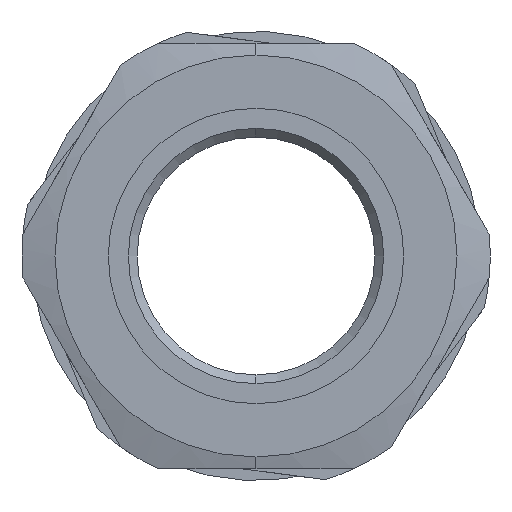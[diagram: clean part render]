
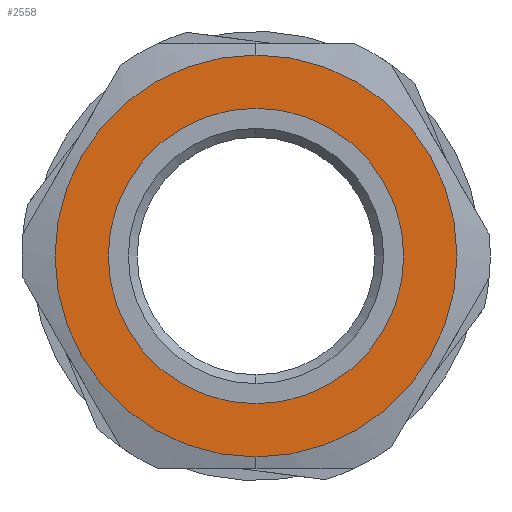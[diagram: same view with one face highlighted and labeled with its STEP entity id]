
A CAD part, left-side view. The second image highlights one B-rep face of the part: STEP entity #2558.
In plain terms, the highlighted planar face has unit normal (-1, 0, 0).
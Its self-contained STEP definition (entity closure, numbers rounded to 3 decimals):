
#41 = VERTEX_POINT ( 'NONE', #1723 ) ;
#154 = EDGE_CURVE ( 'NONE', #41, #719, #2161, .T. ) ;
#169 = FACE_BOUND ( 'NONE', #878, .T. ) ;
#209 = EDGE_CURVE ( 'NONE', #1302, #1242, #2085, .T. ) ;
#269 = CARTESIAN_POINT ( 'NONE',  ( 15.3, 0., -17. ) ) ;
#427 = FACE_OUTER_BOUND ( 'NONE', #3049, .T. ) ;
#436 = CARTESIAN_POINT ( 'NONE',  ( 15.3, 0., 0. ) ) ;
#665 = CARTESIAN_POINT ( 'NONE',  ( 15.3, 0., -12.5 ) ) ;
#719 = VERTEX_POINT ( 'NONE', #269 ) ;
#878 = EDGE_LOOP ( 'NONE', ( #2356, #1288 ) ) ;
#915 = CIRCLE ( 'NONE', #2829, 12.5 ) ;
#1019 = AXIS2_PLACEMENT_3D ( 'NONE', #2453, #1232, #2690 ) ;
#1044 = DIRECTION ( 'NONE',  ( 1., 0., 0. ) ) ;
#1148 = DIRECTION ( 'NONE',  ( 1., 0., 0. ) ) ;
#1157 = ORIENTED_EDGE ( 'NONE', *, *, #154, .F. ) ;
#1232 = DIRECTION ( 'NONE',  ( 1., 0., 0. ) ) ;
#1238 = ORIENTED_EDGE ( 'NONE', *, *, #2313, .F. ) ;
#1242 = VERTEX_POINT ( 'NONE', #665 ) ;
#1288 = ORIENTED_EDGE ( 'NONE', *, *, #209, .T. ) ;
#1293 = CARTESIAN_POINT ( 'NONE',  ( 15.3, 0., 0. ) ) ;
#1302 = VERTEX_POINT ( 'NONE', #3039 ) ;
#1375 = AXIS2_PLACEMENT_3D ( 'NONE', #1801, #2315, #2992 ) ;
#1723 = CARTESIAN_POINT ( 'NONE',  ( 15.3, 0., 17. ) ) ;
#1801 = CARTESIAN_POINT ( 'NONE',  ( 15.3, 0., 0. ) ) ;
#1850 = CARTESIAN_POINT ( 'NONE',  ( 15.3, 0., 0. ) ) ;
#2085 = CIRCLE ( 'NONE', #2355, 12.5 ) ;
#2089 = DIRECTION ( 'NONE',  ( 0., 0., -1. ) ) ;
#2161 = CIRCLE ( 'NONE', #2549, 17. ) ;
#2202 = PLANE ( 'NONE',  #1019 ) ;
#2313 = EDGE_CURVE ( 'NONE', #719, #41, #2912, .T. ) ;
#2315 = DIRECTION ( 'NONE',  ( 1., 0., 0. ) ) ;
#2319 = DIRECTION ( 'NONE',  ( 1., 0., 0. ) ) ;
#2333 = DIRECTION ( 'NONE',  ( 0., 0., -1. ) ) ;
#2355 = AXIS2_PLACEMENT_3D ( 'NONE', #436, #1148, #2089 ) ;
#2356 = ORIENTED_EDGE ( 'NONE', *, *, #2954, .T. ) ;
#2453 = CARTESIAN_POINT ( 'NONE',  ( 15.3, 12.5, 0. ) ) ;
#2549 = AXIS2_PLACEMENT_3D ( 'NONE', #1850, #2319, #2333 ) ;
#2558 = ADVANCED_FACE ( 'NONE', ( #427, #169 ), #2202, .F. ) ;
#2690 = DIRECTION ( 'NONE',  ( 0., 0., -1. ) ) ;
#2708 = DIRECTION ( 'NONE',  ( 0., 0., -1. ) ) ;
#2829 = AXIS2_PLACEMENT_3D ( 'NONE', #1293, #1044, #2708 ) ;
#2912 = CIRCLE ( 'NONE', #1375, 17. ) ;
#2954 = EDGE_CURVE ( 'NONE', #1242, #1302, #915, .T. ) ;
#2992 = DIRECTION ( 'NONE',  ( 0., 0., -1. ) ) ;
#3039 = CARTESIAN_POINT ( 'NONE',  ( 15.3, 0., 12.5 ) ) ;
#3049 = EDGE_LOOP ( 'NONE', ( #1238, #1157 ) ) ;
